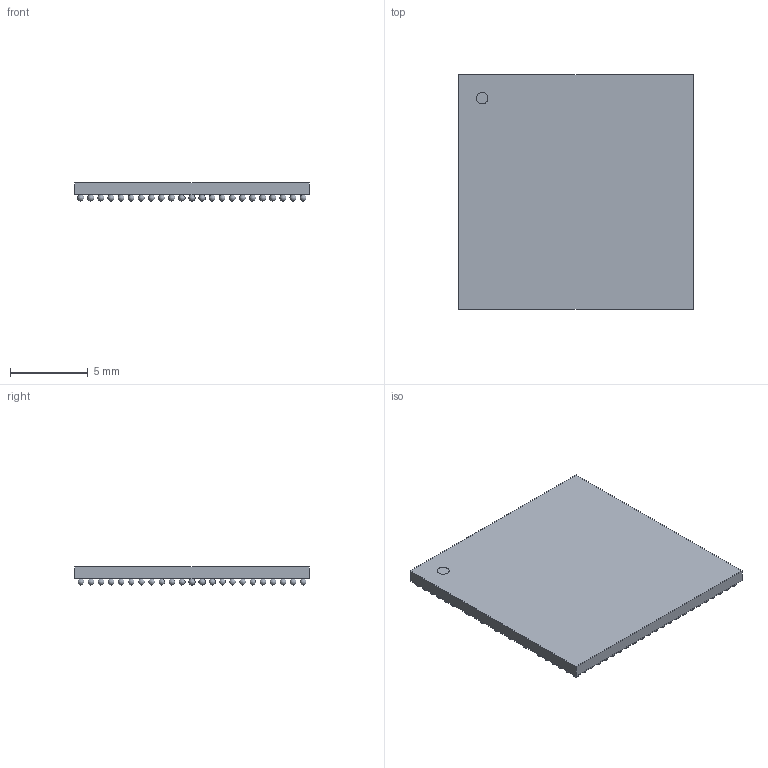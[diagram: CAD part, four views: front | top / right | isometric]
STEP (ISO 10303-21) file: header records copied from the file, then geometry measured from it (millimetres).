
FILE_DESCRIPTION(('STEP AP214'),'1');
FILE_NAME('FBGA451_15X15_AWT','2024-04-30T07:24:35',(''),(''),'','','');
FILE_SCHEMA(('AUTOMOTIVE_DESIGN'));
Length unit declared in the file: millimetre
Products named in the file (1): product
Bounding box: 15.09 x 15.09 x 1.17 mm (x, y, z)
Volume: 189.5 mm3; surface area: 736.3 mm2
Topology: 453 solids, 453 shells, 460 faces, 1368 edges, 912 vertices
Faces by surface type: sphere 451, plane 8, cylinder 1
Full cylindrical faces by diameter (mm): 0.754 x1
Entity records: 4432 total; most frequent: DIRECTION 940, CARTESIAN_POINT 474, AXIS2_PLACEMENT_3D 464, STYLED_ITEM 460, ADVANCED_FACE 460, MANIFOLD_SOLID_BREP 453, CLOSED_SHELL 453, SPHERICAL_SURFACE 451
